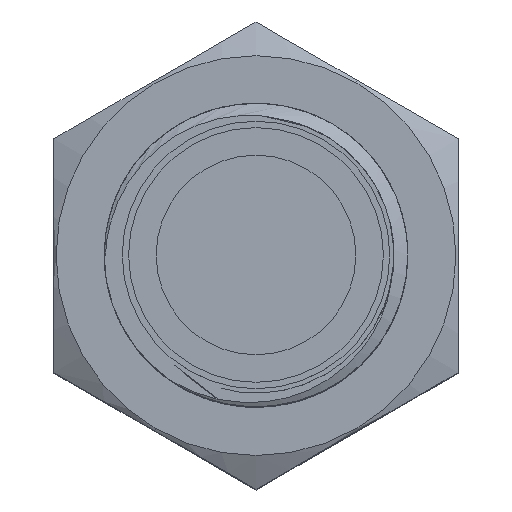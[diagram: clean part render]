
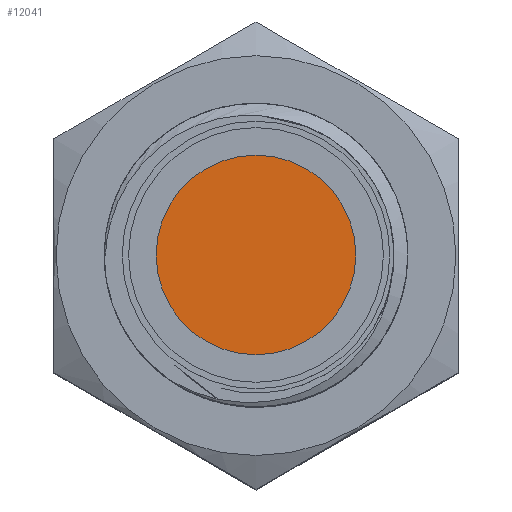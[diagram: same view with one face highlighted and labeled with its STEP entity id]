
A CAD part, top view. The second image highlights one B-rep face of the part: STEP entity #12041.
In plain terms, the highlighted planar face has unit normal (0, 0, 1).
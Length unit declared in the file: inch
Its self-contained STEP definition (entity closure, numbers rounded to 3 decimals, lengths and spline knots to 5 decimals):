
#387 = EDGE_CURVE ( 'NONE', #4012, #2451, #12485, .T. ) ;
#2451 = VERTEX_POINT ( 'NONE', #13818 ) ;
#2457 = PLANE ( 'NONE',  #6833 ) ;
#4012 = VERTEX_POINT ( 'NONE', #26249 ) ;
#6833 = AXIS2_PLACEMENT_3D ( 'NONE', #25580, #25851, #21408 ) ;
#9412 = DIRECTION ( 'NONE',  ( 0., 0., 1. ) ) ;
#11531 = EDGE_LOOP ( 'NONE', ( #15651, #17819 ) ) ;
#12041 = ADVANCED_FACE ( 'NONE', ( #23299 ), #2457, .T. ) ;
#12485 = CIRCLE ( 'NONE', #13349, 0.23306 ) ;
#13349 = AXIS2_PLACEMENT_3D ( 'NONE', #23434, #23304, #21282 ) ;
#13488 = EDGE_CURVE ( 'NONE', #2451, #4012, #14247, .T. ) ;
#13818 = CARTESIAN_POINT ( 'NONE',  ( -0.23306, 0., 0.38565 ) ) ;
#14247 = CIRCLE ( 'NONE', #17661, 0.23306 ) ;
#15651 = ORIENTED_EDGE ( 'NONE', *, *, #387, .T. ) ;
#17469 = CARTESIAN_POINT ( 'NONE',  ( 0., 0., 0.38565 ) ) ;
#17661 = AXIS2_PLACEMENT_3D ( 'NONE', #17469, #9412, #25553 ) ;
#17819 = ORIENTED_EDGE ( 'NONE', *, *, #13488, .T. ) ;
#21282 = DIRECTION ( 'NONE',  ( 1., 0., 0. ) ) ;
#21408 = DIRECTION ( 'NONE',  ( 1., 0., 0. ) ) ;
#23299 = FACE_OUTER_BOUND ( 'NONE', #11531, .T. ) ;
#23304 = DIRECTION ( 'NONE',  ( 0., 0., 1. ) ) ;
#23434 = CARTESIAN_POINT ( 'NONE',  ( 0., 0., 0.38565 ) ) ;
#25553 = DIRECTION ( 'NONE',  ( 1., 0., 0. ) ) ;
#25580 = CARTESIAN_POINT ( 'NONE',  ( 0., 0., 0.38565 ) ) ;
#25851 = DIRECTION ( 'NONE',  ( 0., 0., 1. ) ) ;
#26249 = CARTESIAN_POINT ( 'NONE',  ( 0.23306, 0., 0.38565 ) ) ;
